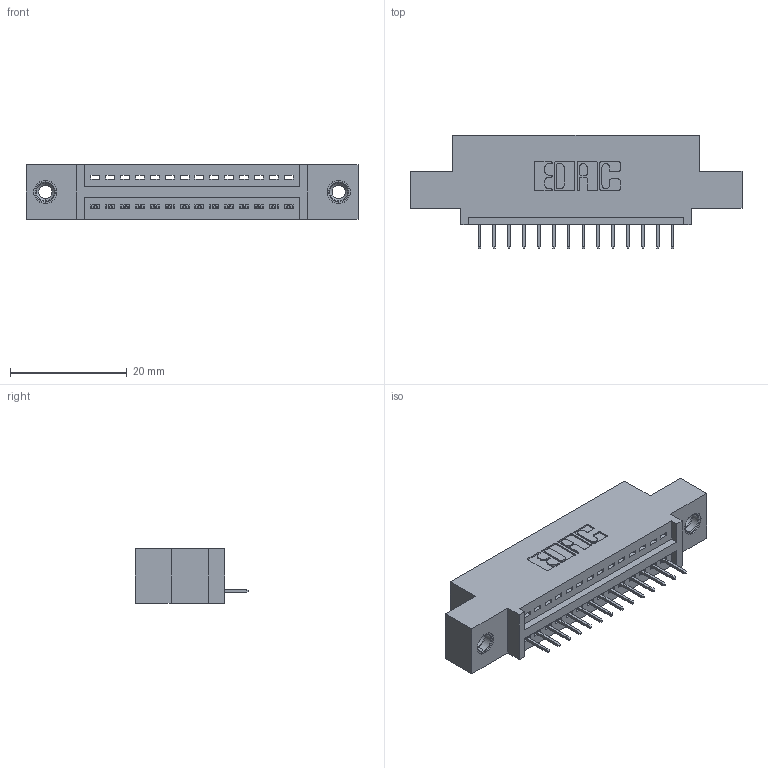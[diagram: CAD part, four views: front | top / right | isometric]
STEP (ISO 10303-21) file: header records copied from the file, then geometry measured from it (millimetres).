
FILE_DESCRIPTION (( 'STEP AP203' ), '1' );
FILE_NAME ('345-014-524-408.STEP', '2018-08-18T09:23:10', ( '' ), ( '' ), 'SwSTEP 2.0', 'SolidWorks 2016', '' );
FILE_SCHEMA (( 'CONFIG_CONTROL_DESIGN' ));
Length unit declared in the file: inch
Products named in the file (4): 345 Part_0.110 Offset - 0.156 Dia-TI; 345-292-001_345-293-124; 345-250-001_345-250-003-102; 345-014-524-408
Assembly tree (17 placements, depth 2):
  345-014-524-408
    345 Part_0.110 Offset - 0.156 Dia-TI
    345-292-001_345-293-124  x14
    345-250-001_345-250-003-102  x2
Bounding box: 56.77 x 19.35 x 9.4 mm (x, y, z)
Volume: 5027.4 mm3; surface area: 6224.7 mm2
Topology: 17 solids, 17 shells, 1058 faces, 3009 edges, 1942 vertices
Faces by surface type: plane 760, cylinder 282, cone 12, torus 4
Entity records: 15698 total; most frequent: CARTESIAN_POINT 2701, ORIENTED_EDGE 2642, DIRECTION 2427, EDGE_CURVE 1321, LINE 1117, VECTOR 1117, VERTEX_POINT 872, AXIS2_PLACEMENT_3D 655
